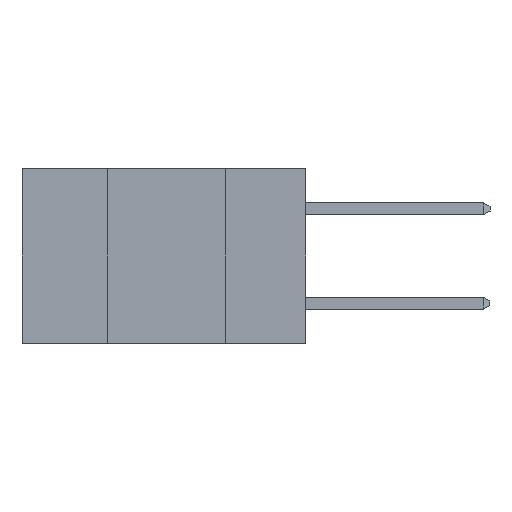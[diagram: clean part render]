
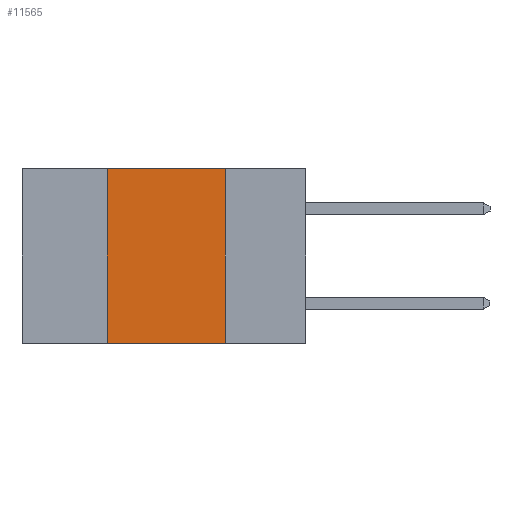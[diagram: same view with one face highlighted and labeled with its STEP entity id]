
A CAD part, left-side view. The second image highlights one B-rep face of the part: STEP entity #11565.
In plain terms, the highlighted planar face has unit normal (-1, 0, 0).
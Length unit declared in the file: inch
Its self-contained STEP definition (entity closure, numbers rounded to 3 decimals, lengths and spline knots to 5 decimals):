
#11 = CARTESIAN_POINT ( 'NONE',  ( 0., 0.6, 0. ) ) ;
#133 = ORIENTED_EDGE ( 'NONE', *, *, #13415, .F. ) ;
#829 = CARTESIAN_POINT ( 'NONE',  ( 0., 0.42, -0.37 ) ) ;
#1096 = DIRECTION ( 'NONE',  ( 0., -1., 0. ) ) ;
#1105 = DIRECTION ( 'NONE',  ( 1., 0., 0. ) ) ;
#1274 = ORIENTED_EDGE ( 'NONE', *, *, #12171, .F. ) ;
#1491 = VERTEX_POINT ( 'NONE', #14905 ) ;
#1872 = ORIENTED_EDGE ( 'NONE', *, *, #5101, .T. ) ;
#1986 = LINE ( 'NONE', #11, #8013 ) ;
#2296 = CARTESIAN_POINT ( 'NONE',  ( 0., 0.17, 0. ) ) ;
#2734 = VECTOR ( 'NONE', #14048, 39.37008 ) ;
#2851 = LINE ( 'NONE', #8165, #8842 ) ;
#3300 = AXIS2_PLACEMENT_3D ( 'NONE', #3508, #1105, #9494 ) ;
#3356 = CARTESIAN_POINT ( 'NONE',  ( 0., 0.42, 0. ) ) ;
#3508 = CARTESIAN_POINT ( 'NONE',  ( 0., 0.6, 0. ) ) ;
#4861 = DIRECTION ( 'NONE',  ( 0., -1., 0. ) ) ;
#5101 = EDGE_CURVE ( 'NONE', #13938, #10457, #2851, .T. ) ;
#5293 = VECTOR ( 'NONE', #7239, 39.37008 ) ;
#6083 = CARTESIAN_POINT ( 'NONE',  ( 0., 0.42, 0. ) ) ;
#6616 = ORIENTED_EDGE ( 'NONE', *, *, #13476, .F. ) ;
#7239 = DIRECTION ( 'NONE',  ( 0., 0., 1. ) ) ;
#7739 = EDGE_LOOP ( 'NONE', ( #133, #6616, #1274, #1872 ) ) ;
#8013 = VECTOR ( 'NONE', #4861, 39.37008 ) ;
#8165 = CARTESIAN_POINT ( 'NONE',  ( 0., 0.6, -0.37 ) ) ;
#8618 = VERTEX_POINT ( 'NONE', #3356 ) ;
#8842 = VECTOR ( 'NONE', #1096, 39.37008 ) ;
#9112 = LINE ( 'NONE', #2296, #2734 ) ;
#9494 = DIRECTION ( 'NONE',  ( 0., 0., -1. ) ) ;
#10457 = VERTEX_POINT ( 'NONE', #14957 ) ;
#11565 = ADVANCED_FACE ( 'NONE', ( #14203 ), #15230, .F. ) ;
#11889 = LINE ( 'NONE', #6083, #5293 ) ;
#12171 = EDGE_CURVE ( 'NONE', #13938, #8618, #11889, .T. ) ;
#13415 = EDGE_CURVE ( 'NONE', #1491, #10457, #9112, .T. ) ;
#13476 = EDGE_CURVE ( 'NONE', #8618, #1491, #1986, .T. ) ;
#13938 = VERTEX_POINT ( 'NONE', #829 ) ;
#14048 = DIRECTION ( 'NONE',  ( 0., 0., -1. ) ) ;
#14203 = FACE_OUTER_BOUND ( 'NONE', #7739, .T. ) ;
#14905 = CARTESIAN_POINT ( 'NONE',  ( 0., 0.17, 0. ) ) ;
#14957 = CARTESIAN_POINT ( 'NONE',  ( 0., 0.17, -0.37 ) ) ;
#15230 = PLANE ( 'NONE',  #3300 ) ;
